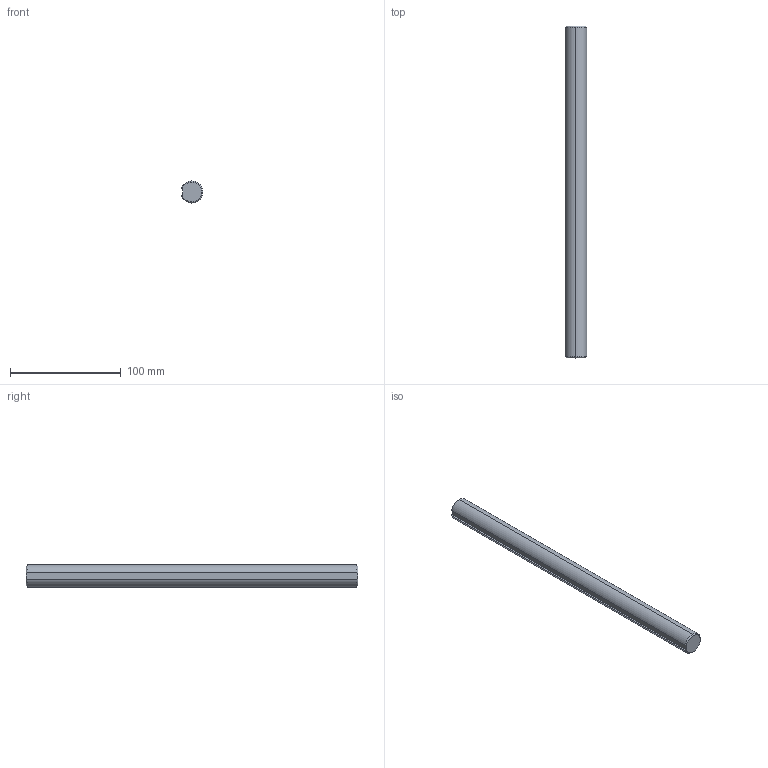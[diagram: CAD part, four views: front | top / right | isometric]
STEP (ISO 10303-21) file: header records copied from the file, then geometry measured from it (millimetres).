
FILE_DESCRIPTION (( 'STEP AP214' ), '1' );
FILE_NAME ('隅擒裝20-300.STEP', '2025-03-06T03:52:21', ( 'dingchuan' ), ( '' ), 'SwSTEP 2.0', 'SolidWorks 2024', '' );
FILE_SCHEMA (( 'AUTOMOTIVE_DESIGN' ));
Length unit declared in the file: millimetre
Products named in the file (1): 定距杆20-300
Bounding box: 19.54 x 300 x 20 mm (x, y, z)
Volume: 90097.2 mm3; surface area: 20719.8 mm2
Topology: 1 solids, 1 shells, 17 faces, 38 edges, 24 vertices
Faces by surface type: cone 6, plane 6, cylinder 5
Entity records: 503 total; most frequent: CARTESIAN_POINT 92, DIRECTION 86, ORIENTED_EDGE 76, EDGE_CURVE 38, AXIS2_PLACEMENT_3D 34, VERTEX_POINT 24, EDGE_LOOP 18, VECTOR 18
